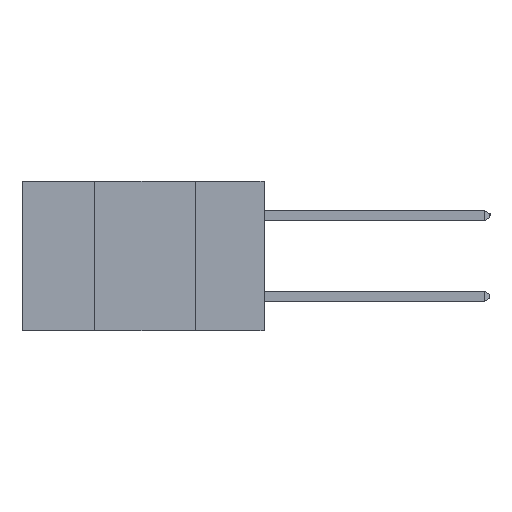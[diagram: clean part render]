
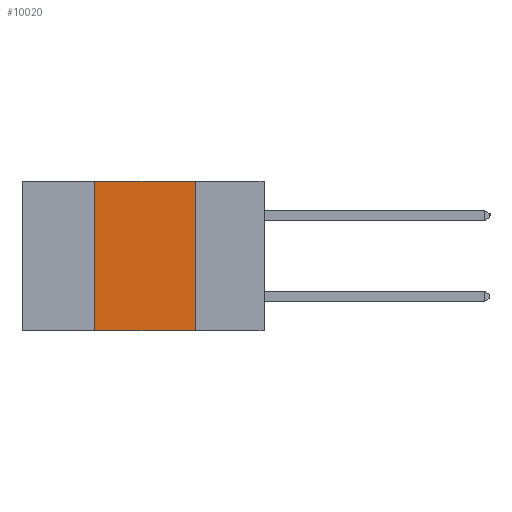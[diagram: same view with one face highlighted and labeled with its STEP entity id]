
A CAD part, left-side view. The second image highlights one B-rep face of the part: STEP entity #10020.
In plain terms, the highlighted planar face has unit normal (-1, 0, 0).
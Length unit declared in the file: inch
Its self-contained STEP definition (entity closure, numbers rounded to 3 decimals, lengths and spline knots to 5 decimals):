
#294 = ORIENTED_EDGE ( 'NONE', *, *, #7079, .T. ) ;
#445 = CARTESIAN_POINT ( 'NONE',  ( 0., 0.6, 0. ) ) ;
#545 = VERTEX_POINT ( 'NONE', #4981 ) ;
#714 = EDGE_CURVE ( 'NONE', #11009, #9096, #6323, .T. ) ;
#863 = FACE_OUTER_BOUND ( 'NONE', #10249, .T. ) ;
#1688 = DIRECTION ( 'NONE',  ( 0., 0., 1. ) ) ;
#1961 = VECTOR ( 'NONE', #10344, 39.37008 ) ;
#2013 = DIRECTION ( 'NONE',  ( 0., 0., -1. ) ) ;
#2190 = EDGE_CURVE ( 'NONE', #545, #11009, #8705, .T. ) ;
#2350 = ORIENTED_EDGE ( 'NONE', *, *, #714, .F. ) ;
#4981 = CARTESIAN_POINT ( 'NONE',  ( 0., 0.42, 0. ) ) ;
#5064 = VECTOR ( 'NONE', #1688, 39.37008 ) ;
#5245 = CARTESIAN_POINT ( 'NONE',  ( 0., 0.17, -0.37 ) ) ;
#5633 = EDGE_CURVE ( 'NONE', #9695, #545, #9999, .T. ) ;
#5750 = VECTOR ( 'NONE', #10715, 39.37008 ) ;
#6323 = LINE ( 'NONE', #7949, #5750 ) ;
#6737 = CARTESIAN_POINT ( 'NONE',  ( 0., 0.17, 0. ) ) ;
#7079 = EDGE_CURVE ( 'NONE', #9695, #9096, #11370, .T. ) ;
#7497 = PLANE ( 'NONE',  #8970 ) ;
#7763 = DIRECTION ( 'NONE',  ( 0., -1., 0. ) ) ;
#7813 = CARTESIAN_POINT ( 'NONE',  ( 0., 0.42, -0.37 ) ) ;
#7949 = CARTESIAN_POINT ( 'NONE',  ( 0., 0.17, -0.37 ) ) ;
#8038 = ORIENTED_EDGE ( 'NONE', *, *, #5633, .F. ) ;
#8487 = CARTESIAN_POINT ( 'NONE',  ( 0., 0.6, -0.37 ) ) ;
#8705 = LINE ( 'NONE', #445, #1961 ) ;
#8970 = AXIS2_PLACEMENT_3D ( 'NONE', #11056, #11173, #2013 ) ;
#9096 = VERTEX_POINT ( 'NONE', #5245 ) ;
#9695 = VERTEX_POINT ( 'NONE', #7813 ) ;
#9999 = LINE ( 'NONE', #11755, #5064 ) ;
#10020 = ADVANCED_FACE ( 'NONE', ( #863 ), #7497, .F. ) ;
#10249 = EDGE_LOOP ( 'NONE', ( #2350, #11865, #8038, #294 ) ) ;
#10344 = DIRECTION ( 'NONE',  ( 0., -1., 0. ) ) ;
#10715 = DIRECTION ( 'NONE',  ( 0., 0., -1. ) ) ;
#11009 = VERTEX_POINT ( 'NONE', #6737 ) ;
#11056 = CARTESIAN_POINT ( 'NONE',  ( 0., 0.6, 0. ) ) ;
#11069 = VECTOR ( 'NONE', #7763, 39.37008 ) ;
#11173 = DIRECTION ( 'NONE',  ( 1., 0., 0. ) ) ;
#11370 = LINE ( 'NONE', #8487, #11069 ) ;
#11755 = CARTESIAN_POINT ( 'NONE',  ( 0., 0.42, -0.37 ) ) ;
#11865 = ORIENTED_EDGE ( 'NONE', *, *, #2190, .F. ) ;
